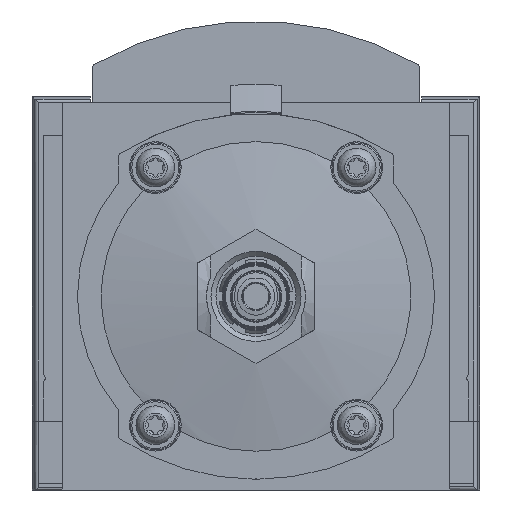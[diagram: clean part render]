
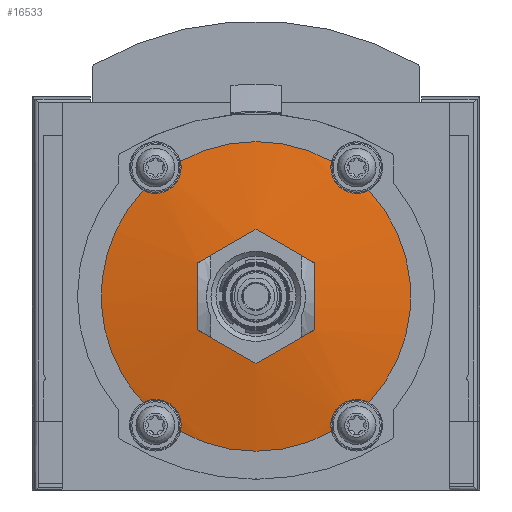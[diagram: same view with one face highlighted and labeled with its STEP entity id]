
A CAD part, front view. The second image highlights one B-rep face of the part: STEP entity #16533.
In plain terms, the highlighted spherical face has radius 160 mm.
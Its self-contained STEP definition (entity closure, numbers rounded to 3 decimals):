
#3253=B_SPLINE_CURVE_WITH_KNOTS('',3,(#23490,#23491,#23492,#23493,#23494,
#23495,#23496),.UNSPECIFIED.,.F.,.F.,(4,1,1,1,4),(0.,0.003,
0.007,0.01,0.014),
 .UNSPECIFIED.);
#3254=B_SPLINE_CURVE_WITH_KNOTS('',3,(#23500,#23501,#23502,#23503,#23504,
#23505,#23506),.UNSPECIFIED.,.F.,.F.,(4,1,1,1,4),(0.,0.003,
0.007,0.01,0.014),.UNSPECIFIED.);
#3255=B_SPLINE_CURVE_WITH_KNOTS('',3,(#23510,#23511,#23512,#23513,#23514,
#23515,#23516),.UNSPECIFIED.,.F.,.F.,(4,1,1,1,4),(0.,0.003,
0.007,0.01,0.014),
 .UNSPECIFIED.);
#3256=B_SPLINE_CURVE_WITH_KNOTS('',3,(#23520,#23521,#23522,#23523,#23524,
#23525,#23526),.UNSPECIFIED.,.F.,.F.,(4,1,1,1,4),(0.,0.003,
0.007,0.01,0.014),
 .UNSPECIFIED.);
#3594=ORIENTED_EDGE('',*,*,#7329,.F.);
#3595=ORIENTED_EDGE('',*,*,#7330,.T.);
#3596=ORIENTED_EDGE('',*,*,#7331,.F.);
#3597=ORIENTED_EDGE('',*,*,#7332,.T.);
#3598=ORIENTED_EDGE('',*,*,#7333,.F.);
#3599=ORIENTED_EDGE('',*,*,#7334,.T.);
#3600=ORIENTED_EDGE('',*,*,#7335,.F.);
#3601=ORIENTED_EDGE('',*,*,#7336,.T.);
#3602=ORIENTED_EDGE('',*,*,#7337,.F.);
#3603=ORIENTED_EDGE('',*,*,#7338,.F.);
#3604=ORIENTED_EDGE('',*,*,#7339,.F.);
#3605=ORIENTED_EDGE('',*,*,#7340,.F.);
#3606=ORIENTED_EDGE('',*,*,#7341,.F.);
#3607=ORIENTED_EDGE('',*,*,#7342,.F.);
#7329=EDGE_CURVE('',#9180,#9181,#10396,.T.);
#7330=EDGE_CURVE('',#9180,#9182,#3253,.T.);
#7331=EDGE_CURVE('',#9183,#9182,#10397,.T.);
#7332=EDGE_CURVE('',#9183,#9184,#3254,.T.);
#7333=EDGE_CURVE('',#9185,#9184,#10398,.T.);
#7334=EDGE_CURVE('',#9185,#9186,#3255,.T.);
#7335=EDGE_CURVE('',#9187,#9186,#10399,.T.);
#7336=EDGE_CURVE('',#9187,#9181,#3256,.T.);
#7337=EDGE_CURVE('',#9188,#9189,#10400,.F.);
#7338=EDGE_CURVE('',#9190,#9188,#10401,.F.);
#7339=EDGE_CURVE('',#9191,#9190,#10402,.F.);
#7340=EDGE_CURVE('',#9192,#9191,#10403,.F.);
#7341=EDGE_CURVE('',#9193,#9192,#10404,.F.);
#7342=EDGE_CURVE('',#9189,#9193,#10405,.F.);
#9180=VERTEX_POINT('',#23488);
#9181=VERTEX_POINT('',#23489);
#9182=VERTEX_POINT('',#23497);
#9183=VERTEX_POINT('',#23499);
#9184=VERTEX_POINT('',#23507);
#9185=VERTEX_POINT('',#23509);
#9186=VERTEX_POINT('',#23517);
#9187=VERTEX_POINT('',#23519);
#9188=VERTEX_POINT('',#23528);
#9189=VERTEX_POINT('',#23529);
#9190=VERTEX_POINT('',#23531);
#9191=VERTEX_POINT('',#23533);
#9192=VERTEX_POINT('',#23535);
#9193=VERTEX_POINT('',#23537);
#10396=CIRCLE('',#17436,35.989);
#10397=CIRCLE('',#17437,35.989);
#10398=CIRCLE('',#17438,35.989);
#10399=CIRCLE('',#17439,35.989);
#10400=CIRCLE('',#17440,159.429);
#10401=CIRCLE('',#17441,159.429);
#10402=CIRCLE('',#17442,159.429);
#10403=CIRCLE('',#17443,159.429);
#10404=CIRCLE('',#17444,159.429);
#10405=CIRCLE('',#17445,159.429);
#10995=EDGE_LOOP('',(#3594,#3595,#3596,#3597,#3598,#3599,#3600,#3601));
#10996=EDGE_LOOP('',(#3602,#3603,#3604,#3605,#3606,#3607));
#12063=FACE_BOUND('',#10995,.T.);
#12064=FACE_BOUND('',#10996,.T.);
#13072=SPHERICAL_SURFACE('',#17435,160.);
#16533=ADVANCED_FACE('',(#12063,#12064),#13072,.T.);
#17435=AXIS2_PLACEMENT_3D('',#23486,#19063,#19064);
#17436=AXIS2_PLACEMENT_3D('',#23487,#19065,#19066);
#17437=AXIS2_PLACEMENT_3D('',#23498,#19067,#19068);
#17438=AXIS2_PLACEMENT_3D('',#23508,#19069,#19070);
#17439=AXIS2_PLACEMENT_3D('',#23518,#19071,#19072);
#17440=AXIS2_PLACEMENT_3D('',#23527,#19073,#19074);
#17441=AXIS2_PLACEMENT_3D('',#23530,#19075,#19076);
#17442=AXIS2_PLACEMENT_3D('',#23532,#19077,#19078);
#17443=AXIS2_PLACEMENT_3D('',#23534,#19079,#19080);
#17444=AXIS2_PLACEMENT_3D('',#23536,#19081,#19082);
#17445=AXIS2_PLACEMENT_3D('',#23538,#19083,#19084);
#19063=DIRECTION('',(0.,-1.,0.));
#19064=DIRECTION('',(-1.,0.,0.));
#19065=DIRECTION('',(0.,1.,0.));
#19066=DIRECTION('',(0.,0.,1.));
#19067=DIRECTION('',(0.,1.,0.));
#19068=DIRECTION('',(0.,0.,1.));
#19069=DIRECTION('',(0.,1.,0.));
#19070=DIRECTION('',(0.,0.,1.));
#19071=DIRECTION('',(0.,1.,0.));
#19072=DIRECTION('',(0.,0.,1.));
#19073=DIRECTION('',(0.5,0.,0.866));
#19074=DIRECTION('',(0.866,0.,-0.5));
#19075=DIRECTION('',(1.,0.,0.));
#19076=DIRECTION('',(0.,0.,-1.));
#19077=DIRECTION('',(0.5,0.,-0.866));
#19078=DIRECTION('',(-0.866,0.,-0.5));
#19079=DIRECTION('',(-0.5,0.,-0.866));
#19080=DIRECTION('',(-0.866,0.,0.5));
#19081=DIRECTION('',(-1.,0.,0.));
#19082=DIRECTION('',(0.,0.,1.));
#19083=DIRECTION('',(-0.5,0.,0.866));
#19084=DIRECTION('',(0.866,0.,0.5));
#23486=CARTESIAN_POINT('',(0.,-262.6,0.));
#23487=CARTESIAN_POINT('',(0.,-418.5,0.));
#23488=CARTESIAN_POINT('',(26.22,-418.5,24.651));
#23489=CARTESIAN_POINT('',(26.22,-418.5,-24.651));
#23490=CARTESIAN_POINT('',(26.22,-418.5,24.651));
#23491=CARTESIAN_POINT('',(25.208,-418.756,24.111));
#23492=CARTESIAN_POINT('',(22.893,-419.195,23.624));
#23493=CARTESIAN_POINT('',(19.485,-419.453,24.936));
#23494=CARTESIAN_POINT('',(17.386,-419.196,27.922));
#23495=CARTESIAN_POINT('',(17.296,-418.756,30.292));
#23496=CARTESIAN_POINT('',(17.576,-418.5,31.405));
#23497=CARTESIAN_POINT('',(17.576,-418.5,31.405));
#23498=CARTESIAN_POINT('',(0.,-418.5,0.));
#23499=CARTESIAN_POINT('',(-17.576,-418.5,31.405));
#23500=CARTESIAN_POINT('',(-17.576,-418.5,31.405));
#23501=CARTESIAN_POINT('',(-17.296,-418.756,30.292));
#23502=CARTESIAN_POINT('',(-17.384,-419.195,27.929));
#23503=CARTESIAN_POINT('',(-19.481,-419.453,24.939));
#23504=CARTESIAN_POINT('',(-22.886,-419.196,23.624));
#23505=CARTESIAN_POINT('',(-25.208,-418.756,24.111));
#23506=CARTESIAN_POINT('',(-26.22,-418.5,24.651));
#23507=CARTESIAN_POINT('',(-26.22,-418.5,24.651));
#23508=CARTESIAN_POINT('',(0.,-418.5,0.));
#23509=CARTESIAN_POINT('',(-26.22,-418.5,-24.651));
#23510=CARTESIAN_POINT('',(-26.22,-418.5,-24.651));
#23511=CARTESIAN_POINT('',(-25.208,-418.756,-24.111));
#23512=CARTESIAN_POINT('',(-22.893,-419.195,-23.624));
#23513=CARTESIAN_POINT('',(-19.485,-419.453,-24.936));
#23514=CARTESIAN_POINT('',(-17.386,-419.196,-27.922));
#23515=CARTESIAN_POINT('',(-17.296,-418.756,-30.292));
#23516=CARTESIAN_POINT('',(-17.576,-418.5,-31.405));
#23517=CARTESIAN_POINT('',(-17.576,-418.5,-31.405));
#23518=CARTESIAN_POINT('',(0.,-418.5,0.));
#23519=CARTESIAN_POINT('',(17.576,-418.5,-31.405));
#23520=CARTESIAN_POINT('',(17.576,-418.5,-31.405));
#23521=CARTESIAN_POINT('',(17.296,-418.756,-30.292));
#23522=CARTESIAN_POINT('',(17.384,-419.195,-27.929));
#23523=CARTESIAN_POINT('',(19.481,-419.453,-24.939));
#23524=CARTESIAN_POINT('',(22.886,-419.196,-23.624));
#23525=CARTESIAN_POINT('',(25.208,-418.756,-24.111));
#23526=CARTESIAN_POINT('',(26.22,-418.5,-24.651));
#23527=CARTESIAN_POINT('',(6.75,-262.6,11.691));
#23528=CARTESIAN_POINT('',(13.5,-421.839,7.794));
#23529=CARTESIAN_POINT('',(0.,-421.839,15.588));
#23530=CARTESIAN_POINT('',(13.5,-262.6,0.));
#23531=CARTESIAN_POINT('',(13.5,-421.839,-7.794));
#23532=CARTESIAN_POINT('',(6.75,-262.6,-11.691));
#23533=CARTESIAN_POINT('',(0.,-421.839,-15.588));
#23534=CARTESIAN_POINT('',(-6.75,-262.6,-11.691));
#23535=CARTESIAN_POINT('',(-13.5,-421.839,-7.794));
#23536=CARTESIAN_POINT('',(-13.5,-262.6,0.));
#23537=CARTESIAN_POINT('',(-13.5,-421.839,7.794));
#23538=CARTESIAN_POINT('',(-6.75,-262.6,11.691));
